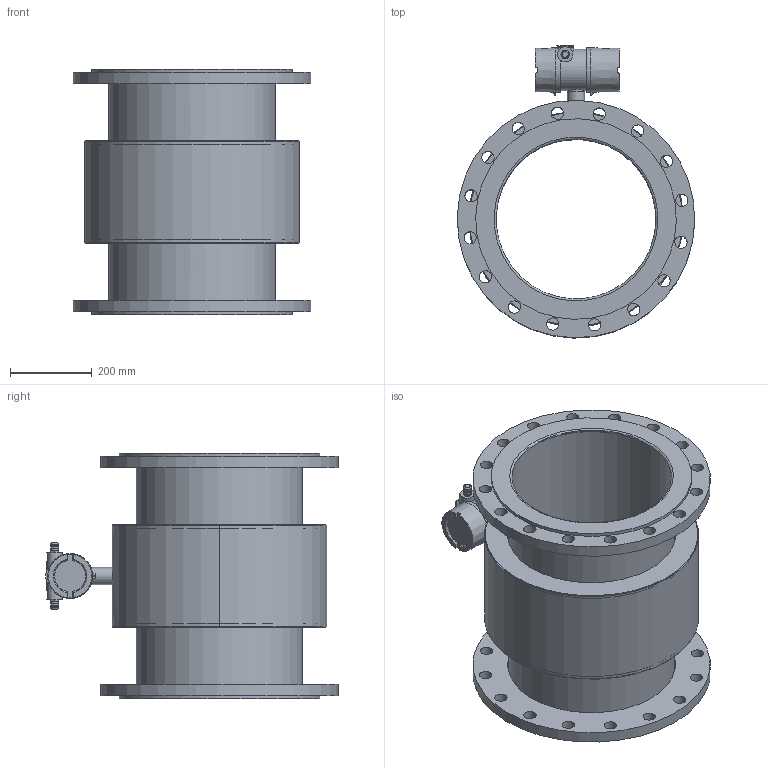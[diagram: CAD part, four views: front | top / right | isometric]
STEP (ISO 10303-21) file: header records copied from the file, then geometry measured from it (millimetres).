
FILE_DESCRIPTION(/* description */ (''),/* implementation_level */ '2;1');
FILE_NAME(/* name */ 'magflux A DN400 kompakt.stp',/* time_stamp */ '2021-11-30T10:53:44+01:00',/* author */ ('g.duesseldorf'),/* organization */ (''),/* preprocessor_version */ 'ST-DEVELOPER v18.1',/* originating_system */ 'Autodesk Inventor 2022',/* authorisation */ '');
FILE_SCHEMA (('CONFIG_CONTROL_DESIGN'));
Length unit declared in the file: millimetre
Products named in the file (1): magflux A DN400 kompakt_Ersatzobjekt_2
Bounding box: 579.87 x 713.43 x 600 mm (x, y, z)
Volume: 17168612.6 mm3; surface area: 3609688.9 mm2
Topology: 8 solids, 11 shells, 338 faces, 810 edges, 516 vertices
Faces by surface type: plane 144, cylinder 116, cone 61, torus 10, bspline 5, sphere 2
Full cylindrical faces by diameter (mm): 3 x2, 4.917 x2, 5 x2, 17 x4, 18.376 x1, 18.6 x4, 19.8 x4, 20 x1, 30 x32, 37 x2, 37.8 x1, 40 x1, 42 x1, 65 x1, 70.25 x1, 78 x1, 100.8 x1, 109.6 x2, 390 x1, 396 x2, 406 x1, 410 x2, 411 x2, 490 x2, 520 x3, 580 x2
Entity records: 10929 total; most frequent: CARTESIAN_POINT 2553, DIRECTION 1696, ORIENTED_EDGE 1616, EDGE_CURVE 808, AXIS2_PLACEMENT_3D 699, VERTEX_POINT 518, EDGE_LOOP 444, STYLED_ITEM 346
